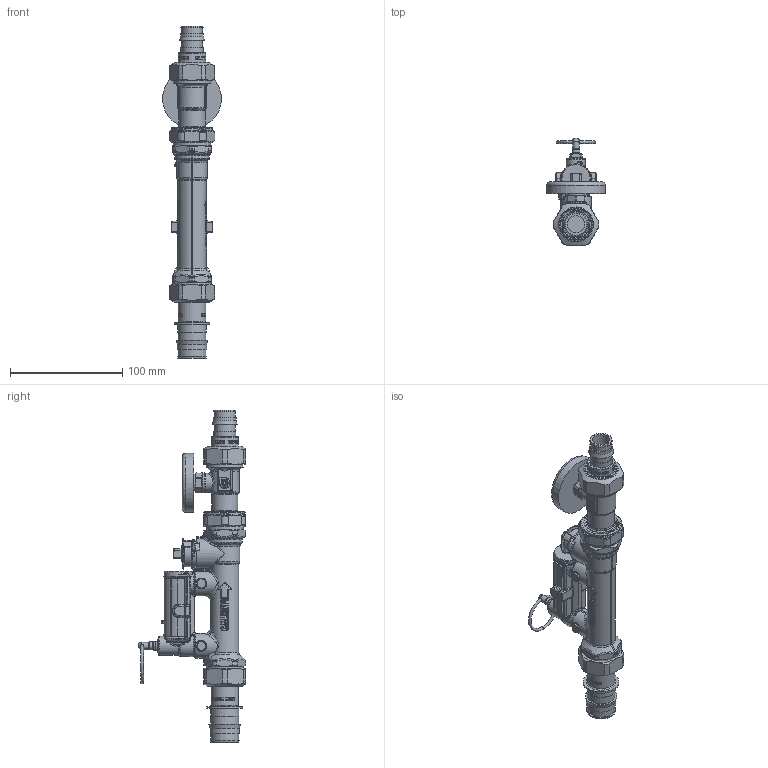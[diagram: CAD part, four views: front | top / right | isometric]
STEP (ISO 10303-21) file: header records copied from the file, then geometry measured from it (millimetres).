
FILE_DESCRIPTION(/* description */ (''),/* implementation_level */ '2;1');
FILE_NAME(/* name */ '132653AFC.stp',/* time_stamp */ '2025-07-16T13:36:26-05:00',/* author */ ('ischreiner'),/* organization */ (''),/* preprocessor_version */ 'ST-DEVELOPER v20',/* originating_system */ 'Autodesk Inventor 2025',/* authorisation */ '');
FILE_SCHEMA (('AUTOMOTIVE_DESIGN { 1 0 10303 214 3 1 1 }'));
Length unit declared in the file: inch
Products named in the file (6):  132653AFC; 132637 - TST; F61008 - 1 inch union nut; NA10358_Simplify_1; F0015066 PEX exp 1 in tailpiece for check; F0002108 PEX 1960 tailpiece 0.75 inch
Assembly tree (6 placements, depth 2):
   132653AFC
    132637 - TST
    F61008 - 1 inch union nut  x2
    NA10358_Simplify_1
    F0015066 PEX exp 1 in tailpiece for check
    F0002108 PEX 1960 tailpiece 0.75 inch
Bounding box: 52.32 x 95.91 x 295.3 mm (x, y, z)
Volume: 258040.5 mm3; surface area: 80017.5 mm2
Topology: 12 solids, 12 shells, 3266 faces, 8032 edges, 4789 vertices
Faces by surface type: bspline 1485, plane 791, cylinder 615, sphere 145, torus 123, cone 107
Full cylindrical faces by diameter (mm): 2.5 x1, 3 x1, 3.1 x1, 3.3 x1, 4.1 x1, 4.2 x1, 6 x2, 7 x1, 9.017 x1, 11.176 x1, 11.227 x1, 12.954 x1, 13.6 x1, 14.5 x1, 15.24 x1, 15.367 x1, 15.748 x1, 15.875 x1, 17 x2, 18 x1, 18.745 x2, 19.609 x1, 19.99 x1, 20.091 x3, 20.32 x1, 20.6 x1, 20.701 x1, 22 x2, 22.7 x2, 23.5 x1
Entity records: 184901 total; most frequent: CARTESIAN_POINT 115434, ORIENTED_EDGE 15682, DIRECTION 11958, EDGE_CURVE 7841, VERTEX_POINT 4754, AXIS2_PLACEMENT_3D 4751, EDGE_LOOP 3399, FACE_OUTER_BOUND 3245
